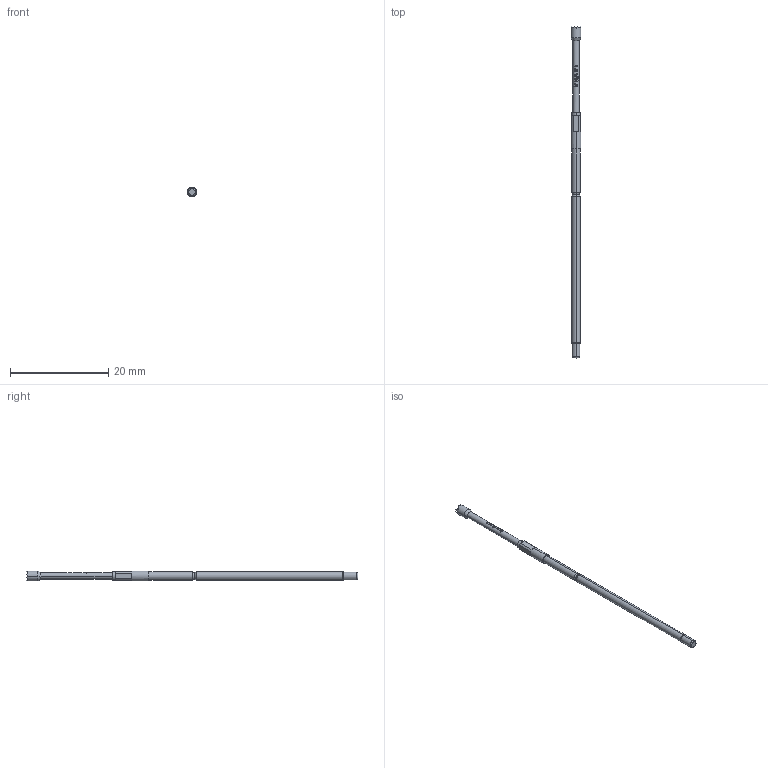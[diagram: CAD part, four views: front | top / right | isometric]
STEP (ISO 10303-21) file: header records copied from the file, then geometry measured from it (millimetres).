
FILE_DESCRIPTION (( 'STEP AP203' ), '1' );
FILE_NAME ('INGUN_GKS-212_306_200_A_xx07_M.STEP', '2022-01-28T10:19:55', ( 'ochi' ), ( '' ), 'SwSTEP 2.0', 'SolidWorks 2018', '' );
FILE_SCHEMA (( 'CONFIG_CONTROL_DESIGN' ));
Length unit declared in the file: millimetre
Products named in the file (1): INGUN_GKS-212_306_200_A_xx07_M
Bounding box: 2 x 67.5 x 2 mm (x, y, z)
Volume: 139.1 mm3; surface area: 352.9 mm2
Topology: 1 solids, 1 shells, 160 faces, 372 edges, 223 vertices
Faces by surface type: plane 107, bspline 23, cylinder 20, torus 6, cone 4
Entity records: 5473 total; most frequent: CARTESIAN_POINT 2289, ORIENTED_EDGE 744, DIRECTION 474, EDGE_CURVE 372, VERTEX_POINT 223, B_SPLINE_CURVE_WITH_KNOTS 186, AXIS2_PLACEMENT_3D 182, EDGE_LOOP 169
